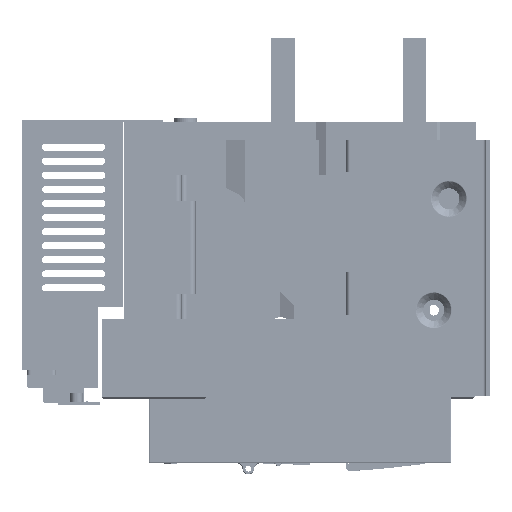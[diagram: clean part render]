
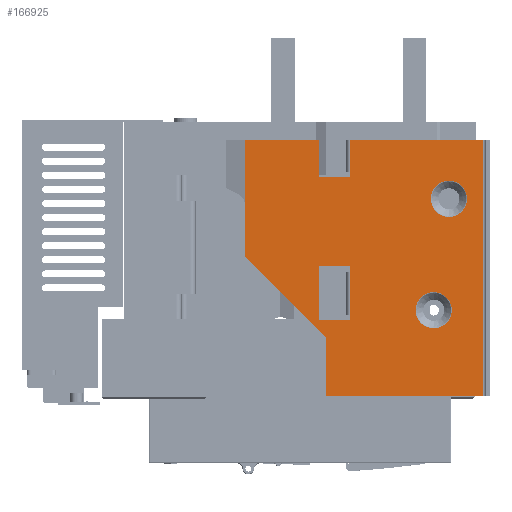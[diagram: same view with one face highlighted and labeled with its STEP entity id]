
A CAD part, left-side view. The second image highlights one B-rep face of the part: STEP entity #166925.
In plain terms, the highlighted planar face has unit normal (-1, 0, 0).
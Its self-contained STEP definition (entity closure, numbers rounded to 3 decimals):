
#11579=DIRECTION('',(0.,1.,0.));
#11580=VECTOR('',#11579,63.);
#11581=CARTESIAN_POINT('',(3.,134.,24.5));
#11582=LINE('',#11581,#11580);
#35706=DIRECTION('',(0.,0.,-1.));
#35707=VECTOR('',#35706,27.);
#35708=CARTESIAN_POINT('',(3.,107.5,24.5));
#35709=LINE('',#35708,#35707);
#35714=DIRECTION('',(0.,1.,0.));
#35715=VECTOR('',#35714,134.);
#35716=CARTESIAN_POINT('',(3.,-6.,-193.5));
#35717=LINE('',#35716,#35715);
#35718=DIRECTION('',(0.,0.707,0.707));
#35719=VECTOR('',#35718,97.581);
#35720=CARTESIAN_POINT('',(3.,128.,-143.5));
#35721=LINE('',#35720,#35719);
#35722=DIRECTION('',(0.,-1.,0.));
#35723=VECTOR('',#35722,113.5);
#35724=CARTESIAN_POINT('',(3.,107.5,24.5));
#35725=LINE('',#35724,#35723);
#35726=CARTESIAN_POINT('',(3.,36.,-120.5));
#35727=DIRECTION('',(-1.,0.,0.));
#35728=DIRECTION('',(0.,0.,1.));
#35729=AXIS2_PLACEMENT_3D('',#35726,#35727,#35728);
#35731=CARTESIAN_POINT('',(3.,36.,-120.5));
#35732=DIRECTION('',(-1.,0.,0.));
#35733=DIRECTION('',(0.,0.042,-0.999));
#35734=AXIS2_PLACEMENT_3D('',#35731,#35732,#35733);
#35736=CARTESIAN_POINT('',(3.,36.,-120.5));
#35737=DIRECTION('',(-1.,0.,0.));
#35738=DIRECTION('',(0.,0.,-1.));
#35739=AXIS2_PLACEMENT_3D('',#35736,#35737,#35738);
#35741=CARTESIAN_POINT('',(3.,36.,-120.5));
#35742=DIRECTION('',(-1.,0.,0.));
#35743=DIRECTION('',(0.,-0.042,0.999));
#35744=AXIS2_PLACEMENT_3D('',#35741,#35742,#35743);
#35746=CARTESIAN_POINT('',(3.,23.,-25.5));
#35747=DIRECTION('',(-1.,0.,0.));
#35748=DIRECTION('',(0.,0.,1.));
#35749=AXIS2_PLACEMENT_3D('',#35746,#35747,#35748);
#35751=CARTESIAN_POINT('',(3.,23.,-25.5));
#35752=DIRECTION('',(-1.,0.,0.));
#35753=DIRECTION('',(0.,0.042,-0.999));
#35754=AXIS2_PLACEMENT_3D('',#35751,#35752,#35753);
#35756=CARTESIAN_POINT('',(3.,23.,-25.5));
#35757=DIRECTION('',(-1.,0.,0.));
#35758=DIRECTION('',(0.,0.,-1.));
#35759=AXIS2_PLACEMENT_3D('',#35756,#35757,#35758);
#35761=CARTESIAN_POINT('',(3.,23.,-25.5));
#35762=DIRECTION('',(-1.,0.,0.));
#35763=DIRECTION('',(0.,-0.042,0.999));
#35764=AXIS2_PLACEMENT_3D('',#35761,#35762,#35763);
#35766=DIRECTION('',(0.,0.,1.));
#35767=VECTOR('',#35766,218.);
#35768=CARTESIAN_POINT('',(3.,-6.,-193.5));
#35769=LINE('',#35768,#35767);
#35782=DIRECTION('',(0.,0.,-1.));
#35783=VECTOR('',#35782,50.);
#35784=CARTESIAN_POINT('',(3.,128.,-143.5));
#35785=LINE('',#35784,#35783);
#35798=DIRECTION('',(0.,0.,-1.));
#35799=VECTOR('',#35798,44.);
#35800=CARTESIAN_POINT('',(3.,197.,
-30.5));
#35801=LINE('',#35800,#35799);
#35826=DIRECTION('',(0.,0.,-1.));
#35827=VECTOR('',#35826,55.);
#35828=CARTESIAN_POINT('',(3.,197.,24.5));
#35829=LINE('',#35828,#35827);
#36069=DIRECTION('',(0.,0.,1.));
#36070=VECTOR('',#36069,31.);
#36071=CARTESIAN_POINT('',(3.,134.,-6.5));
#36072=LINE('',#36071,#36070);
#36077=DIRECTION('',(0.,1.,0.));
#36078=VECTOR('',#36077,26.5);
#36079=CARTESIAN_POINT('',(3.,107.5,-6.5));
#36080=LINE('',#36079,#36078);
#36089=DIRECTION('',(0.,0.,-1.));
#36090=VECTOR('',#36089,4.);
#36091=CARTESIAN_POINT('',(3.,107.5,-2.5));
#36092=LINE('',#36091,#36090);
#36273=DIRECTION('',(0.,0.,-1.));
#36274=VECTOR('',#36273,37.);
#36275=CARTESIAN_POINT('',(3.,107.5,-87.5));
#36276=LINE('',#36275,#36274);
#36481=DIRECTION('',(0.,0.,-1.));
#36482=VECTOR('',#36481,4.5);
#36483=CARTESIAN_POINT('',(3.,107.5,-83.));
#36484=LINE('',#36483,#36482);
#36493=DIRECTION('',(0.,-1.,0.));
#36494=VECTOR('',#36493,26.5);
#36495=CARTESIAN_POINT('',(3.,134.,-83.));
#36496=LINE('',#36495,#36494);
#36505=DIRECTION('',(0.,0.,1.));
#36506=VECTOR('',#36505,45.5);
#36507=CARTESIAN_POINT('',(3.,134.,-128.5));
#36508=LINE('',#36507,#36506);
#36517=DIRECTION('',(0.,1.,0.));
#36518=VECTOR('',#36517,26.5);
#36519=CARTESIAN_POINT('',(3.,107.5,-128.5));
#36520=LINE('',#36519,#36518);
#36533=DIRECTION('',(0.,0.,-1.));
#36534=VECTOR('',#36533,4.);
#36535=CARTESIAN_POINT('',(3.,107.5,-124.5));
#36536=LINE('',#36535,#36534);
#102568=CARTESIAN_POINT('',(3.,134.,24.5));
#102569=VERTEX_POINT('',#102568);
#102570=CARTESIAN_POINT('',(3.,197.,24.5));
#102571=VERTEX_POINT('',#102570);
#102646=CARTESIAN_POINT('',(3.,128.,-193.5));
#102647=VERTEX_POINT('',#102646);
#102648=CARTESIAN_POINT('',(3.,-6.,-193.5));
#102649=VERTEX_POINT('',#102648);
#102676=CARTESIAN_POINT('',(3.,-6.,24.5));
#102677=VERTEX_POINT('',#102676);
#102678=CARTESIAN_POINT('',(3.,107.5,24.5));
#102679=VERTEX_POINT('',#102678);
#102740=CARTESIAN_POINT('',(3.,107.5,-2.5));
#102741=VERTEX_POINT('',#102740);
#102742=CARTESIAN_POINT('',(3.,128.,-143.5));
#102743=VERTEX_POINT('',#102742);
#102744=CARTESIAN_POINT('',(3.,197.,-74.5));
#102745=VERTEX_POINT('',#102744);
#102746=CARTESIAN_POINT('',(3.,197.,
-30.5));
#102747=VERTEX_POINT('',#102746);
#102748=CARTESIAN_POINT('',(3.,134.,-6.5));
#102749=VERTEX_POINT('',#102748);
#102750=CARTESIAN_POINT('',(3.,107.5,-6.5));
#102751=VERTEX_POINT('',#102750);
#102752=CARTESIAN_POINT('',(3.,36.,-105.086));
#102753=CARTESIAN_POINT('',(3.,36.64,
-135.901));
#102754=VERTEX_POINT('',#102752);
#102755=VERTEX_POINT('',#102753);
#102756=CARTESIAN_POINT('',(3.,36.,-135.914));
#102757=VERTEX_POINT('',#102756);
#102758=CARTESIAN_POINT('',(3.,35.36,
-105.099));
#102759=VERTEX_POINT('',#102758);
#102760=CARTESIAN_POINT('',(3.,23.,-10.086));
#102761=CARTESIAN_POINT('',(3.,23.64,
-40.901));
#102762=VERTEX_POINT('',#102760);
#102763=VERTEX_POINT('',#102761);
#102764=CARTESIAN_POINT('',(3.,23.,-40.914));
#102765=VERTEX_POINT('',#102764);
#102766=CARTESIAN_POINT('',(3.,22.36,
-10.099));
#102767=VERTEX_POINT('',#102766);
#102768=CARTESIAN_POINT('',(3.,107.5,-87.5));
#102769=CARTESIAN_POINT('',(3.,107.5,-124.5));
#102770=VERTEX_POINT('',#102768);
#102771=VERTEX_POINT('',#102769);
#102772=CARTESIAN_POINT('',(3.,107.5,-83.));
#102773=VERTEX_POINT('',#102772);
#102774=CARTESIAN_POINT('',(3.,134.,-83.));
#102775=VERTEX_POINT('',#102774);
#102776=CARTESIAN_POINT('',(3.,134.,-128.5));
#102777=VERTEX_POINT('',#102776);
#102778=CARTESIAN_POINT('',(3.,107.5,-128.5));
#102779=VERTEX_POINT('',#102778);
#166864=CARTESIAN_POINT('',(3.,95.5,-84.5));
#166865=DIRECTION('',(1.,0.,0.));
#166866=DIRECTION('',(0.,1.,0.));
#166867=AXIS2_PLACEMENT_3D('',#166864,#166865,#166866);
#166868=PLANE('',#166867);
#166870=ORIENTED_EDGE('',*,*,#166869,.F.);
#166871=ORIENTED_EDGE('',*,*,#135253,.T.);
#166873=ORIENTED_EDGE('',*,*,#166872,.F.);
#166875=ORIENTED_EDGE('',*,*,#166874,.T.);
#166877=ORIENTED_EDGE('',*,*,#166876,.F.);
#166879=ORIENTED_EDGE('',*,*,#166878,.F.);
#166880=ORIENTED_EDGE('',*,*,#135110,.F.);
#166882=ORIENTED_EDGE('',*,*,#166881,.F.);
#166884=ORIENTED_EDGE('',*,*,#166883,.F.);
#166886=ORIENTED_EDGE('',*,*,#166885,.F.);
#166887=ORIENTED_EDGE('',*,*,#166855,.F.);
#166888=ORIENTED_EDGE('',*,*,#135318,.T.);
#166889=EDGE_LOOP('',(#166870,#166871,#166873,#166875,#166877,#166879,#166880,
#166882,#166884,#166886,#166887,#166888));
#166890=FACE_OUTER_BOUND('',#166889,.F.);
#166892=ORIENTED_EDGE('',*,*,#166891,.T.);
#166894=ORIENTED_EDGE('',*,*,#166893,.T.);
#166896=ORIENTED_EDGE('',*,*,#166895,.T.);
#166898=ORIENTED_EDGE('',*,*,#166897,.T.);
#166899=EDGE_LOOP('',(#166892,#166894,#166896,#166898));
#166900=FACE_BOUND('',#166899,.F.);
#166902=ORIENTED_EDGE('',*,*,#166901,.T.);
#166904=ORIENTED_EDGE('',*,*,#166903,.T.);
#166906=ORIENTED_EDGE('',*,*,#166905,.T.);
#166908=ORIENTED_EDGE('',*,*,#166907,.T.);
#166909=EDGE_LOOP('',(#166902,#166904,#166906,#166908));
#166910=FACE_BOUND('',#166909,.F.);
#166912=ORIENTED_EDGE('',*,*,#166911,.F.);
#166914=ORIENTED_EDGE('',*,*,#166913,.F.);
#166916=ORIENTED_EDGE('',*,*,#166915,.F.);
#166918=ORIENTED_EDGE('',*,*,#166917,.F.);
#166920=ORIENTED_EDGE('',*,*,#166919,.F.);
#166922=ORIENTED_EDGE('',*,*,#166921,.F.);
#166923=EDGE_LOOP('',(#166912,#166914,#166916,#166918,#166920,#166922));
#166924=FACE_BOUND('',#166923,.F.);
#166925=ADVANCED_FACE('',(#166890,#166900,#166910,#166924),#166868,.F.);
#35730=CIRCLE('',#35729,15.414);
#35735=CIRCLE('',#35734,15.414);
#35740=CIRCLE('',#35739,15.414);
#35745=CIRCLE('',#35744,15.414);
#35750=CIRCLE('',#35749,15.414);
#35755=CIRCLE('',#35754,15.414);
#35760=CIRCLE('',#35759,15.414);
#35765=CIRCLE('',#35764,15.414);
#135110=EDGE_CURVE('',#102569,#102571,#11582,.T.);
#135253=EDGE_CURVE('',#102649,#102647,#35717,.T.);
#135318=EDGE_CURVE('',#102679,#102677,#35725,.T.);
#166855=EDGE_CURVE('',#102679,#102741,#35709,.T.);
#166869=EDGE_CURVE('',#102649,#102677,#35769,.T.);
#166872=EDGE_CURVE('',#102743,#102647,#35785,.T.);
#166874=EDGE_CURVE('',#102743,#102745,#35721,.T.);
#166876=EDGE_CURVE('',#102747,#102745,#35801,.T.);
#166878=EDGE_CURVE('',#102571,#102747,#35829,.T.);
#166881=EDGE_CURVE('',#102749,#102569,#36072,.T.);
#166883=EDGE_CURVE('',#102751,#102749,#36080,.T.);
#166885=EDGE_CURVE('',#102741,#102751,#36092,.T.);
#166891=EDGE_CURVE('',#102754,#102755,#35730,.T.);
#166893=EDGE_CURVE('',#102755,#102757,#35735,.T.);
#166895=EDGE_CURVE('',#102757,#102759,#35740,.T.);
#166897=EDGE_CURVE('',#102759,#102754,#35745,.T.);
#166901=EDGE_CURVE('',#102762,#102763,#35750,.T.);
#166903=EDGE_CURVE('',#102763,#102765,#35755,.T.);
#166905=EDGE_CURVE('',#102765,#102767,#35760,.T.);
#166907=EDGE_CURVE('',#102767,#102762,#35765,.T.);
#166911=EDGE_CURVE('',#102770,#102771,#36276,.T.);
#166913=EDGE_CURVE('',#102773,#102770,#36484,.T.);
#166915=EDGE_CURVE('',#102775,#102773,#36496,.T.);
#166917=EDGE_CURVE('',#102777,#102775,#36508,.T.);
#166919=EDGE_CURVE('',#102779,#102777,#36520,.T.);
#166921=EDGE_CURVE('',#102771,#102779,#36536,.T.);
